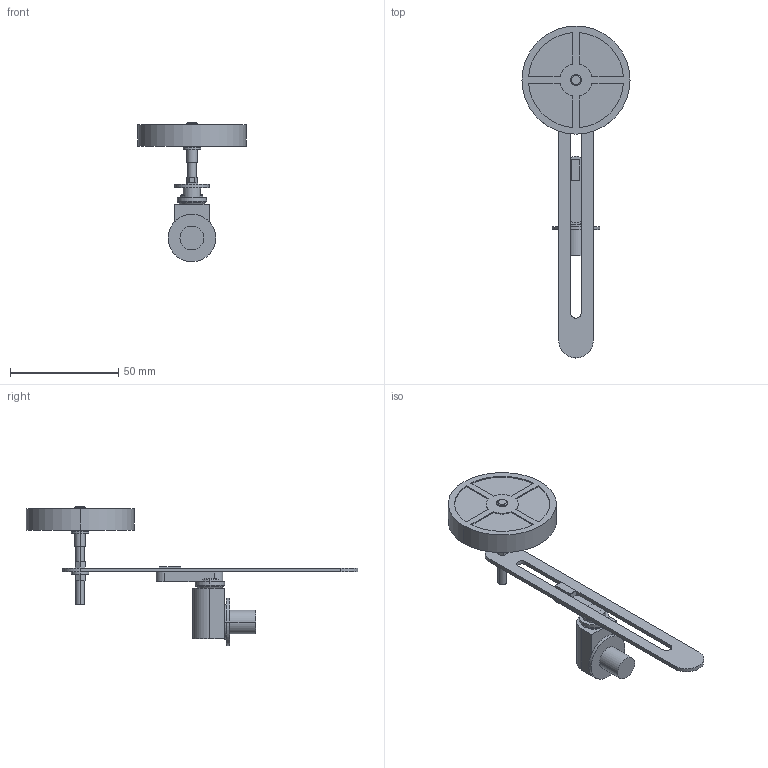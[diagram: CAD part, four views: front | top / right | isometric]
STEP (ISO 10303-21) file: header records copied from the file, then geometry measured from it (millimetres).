
FILE_DESCRIPTION((''),'2;1');
FILE_NAME('3d_KXAF4.stp','2012-10-03T07:32:52',(''),(''),'Mechanical Desktop 2011','Mechanical Desktop 2011',', , ');
FILE_SCHEMA(('CONFIG_CONTROL_DESIGN'));
Length unit declared in the file: millimetre
Products named in the file (1): Product
Bounding box: 50 x 153.51 x 64.57 mm (x, y, z)
Volume: 31138.8 mm3; surface area: 15706.3 mm2
Topology: 14 solids, 14 shells, 126 faces, 258 edges, 170 vertices
Faces by surface type: plane 73, cylinder 43, cone 8, torus 2
Entity records: 3409 total; most frequent: DIRECTION 614, CARTESIAN_POINT 555, ORIENTED_EDGE 516, EDGE_CURVE 258, AXIS2_PLACEMENT_3D 229, VERTEX_POINT 170, VECTOR 156, LINE 156
